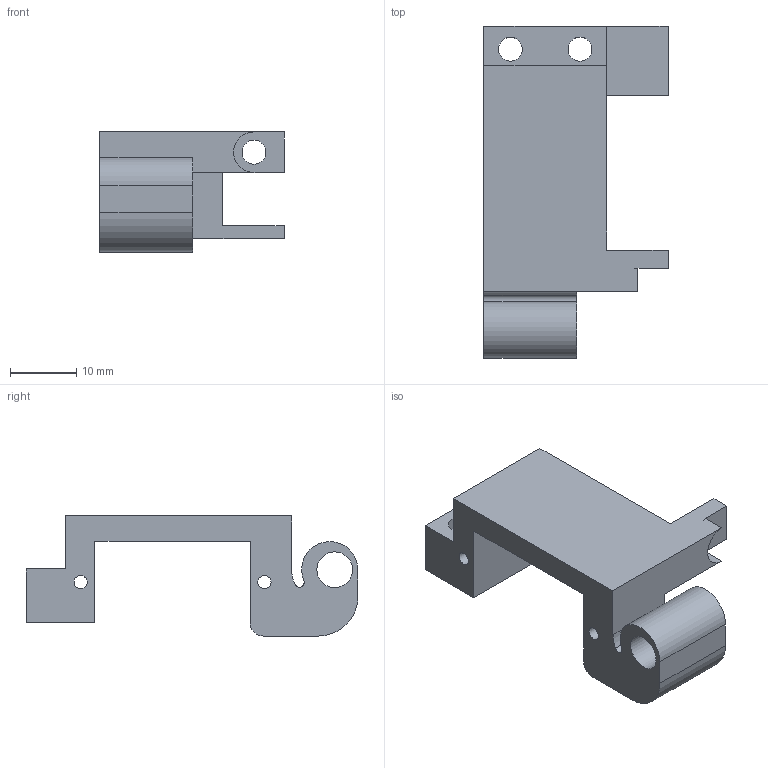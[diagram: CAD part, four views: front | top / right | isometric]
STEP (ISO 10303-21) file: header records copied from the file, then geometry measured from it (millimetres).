
FILE_DESCRIPTION(/* description */ (''),/* implementation_level */ '2;1');
FILE_NAME(/* name */ 'PaperCoverHoler2.step',/* time_stamp */ '2024-03-23T19:55:34+09:00',/* author */ (''),/* organization */ (''),/* preprocessor_version */ 'ST-DEVELOPER v20',/* originating_system */ 'Autodesk Translation Framework v12.20.1.177',/* authorisation */ '');
FILE_SCHEMA (('AUTOMOTIVE_DESIGN { 1 0 10303 214 3 1 1 }'));
Length unit declared in the file: millimetre
Products named in the file (1): PaperCoverHoler2
Bounding box: 27.8 x 50.06 x 18.13 mm (x, y, z)
Volume: 6696.5 mm3; surface area: 4743.3 mm2
Topology: 1 solids, 1 shells, 37 faces, 98 edges, 65 vertices
Faces by surface type: plane 23, cylinder 14
Full cylindrical faces by diameter (mm): 2 x2, 3.6 x3, 5.4 x1, 6 x2
Entity records: 1216 total; most frequent: DIRECTION 202, CARTESIAN_POINT 201, ORIENTED_EDGE 196, EDGE_CURVE 98, LINE 70, VECTOR 70, AXIS2_PLACEMENT_3D 66, VERTEX_POINT 65
